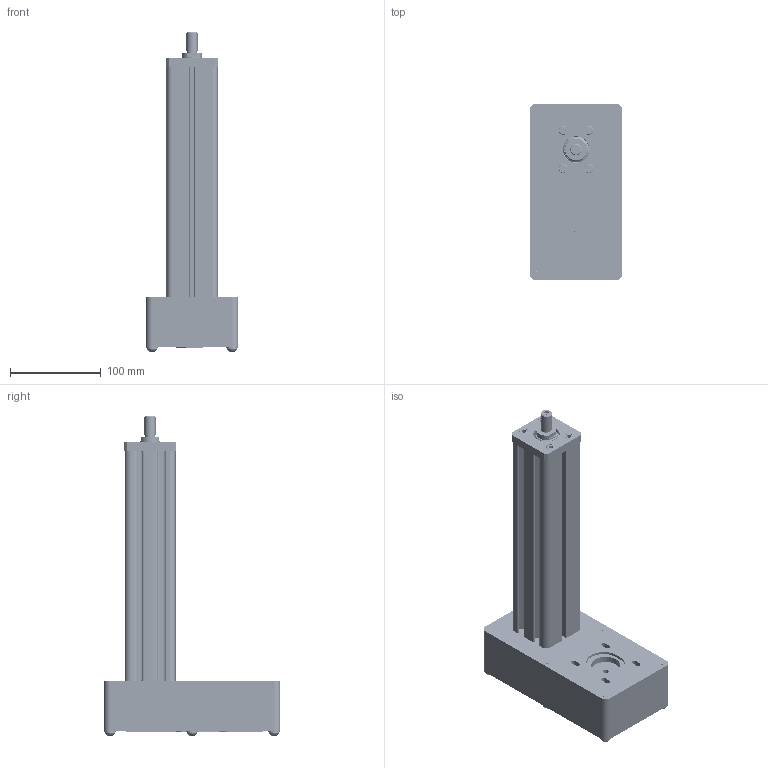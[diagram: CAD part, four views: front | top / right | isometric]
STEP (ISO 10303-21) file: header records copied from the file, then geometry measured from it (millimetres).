
FILE_DESCRIPTION (( 'STEP AP203' ), '1' );
FILE_NAME ('i_20-06xx Parallel Mount, 2 in-60mm IP65.STEP', '2009-05-18T19:09:55', ( 'John Walker' ), ( 'Exlar Corp' ), 'SwSTEP 2.0', 'SolidWorks 2009', '' );
FILE_SCHEMA (( 'CONFIG_CONTROL_DESIGN' ));
Products named in the file (37): 27070; 12392; 27095; 30536_Default<As Machined>; 27124; 27474; 29021_92220A171; 26887; 27570; 28086_SLG060; 26014; 28085; 27234; 27233; 14739; i_20-06xx Parallel Mount, 2 in-60mm IP65; 14741_2 Screw Gear 10.6mm; 27085; 13472; 27126; 26727; 27467; 30550; 27458; 27462; 27461; 25935; 27460; 27537; 25934; 12463; 26832; 28091; 26564; 26549; 10524; 26126_92949A551
Assembly tree (64 placements, depth 3):
  i_20-06xx Parallel Mount, 2 in-60mm IP65
    25934  x8
    26832
    12392
    27233
    10524  x6
    12463  x8
    25935  x2
    26126_92949A551  x6
    27124
    27474  x2
    27458
    14739
    26564
    27234
    26887
    28091
    27085  x2
    29021_92220A171  x2
    27570
    26014
    27070
    14741_2 Screw Gear 10.6mm
    28085
    28086_SLG060
    27462
    26549
    27095
    26727
    27460
    27126
    27467
      30536_Default<As Machined>
      30550
    27537
    13472
    27461
Bounding box: 101.6 x 194.11 x 351.71 mm (x, y, z)
Volume: 848047.9 mm3; surface area: 444778.5 mm2
Topology: 64 solids, 68 shells, 4503 faces, 10724 edges, 6381 vertices
Faces by surface type: cylinder 2111, cone 878, plane 821, bspline 306, torus 288, sphere 99
Entity records: 106068 total; most frequent: CARTESIAN_POINT 28498, DIRECTION 16479, ORIENTED_EDGE 14804, EDGE_CURVE 7402, AXIS2_PLACEMENT_3D 6609, VERTEX_POINT 4613, CIRCLE 3713, LINE 3261
